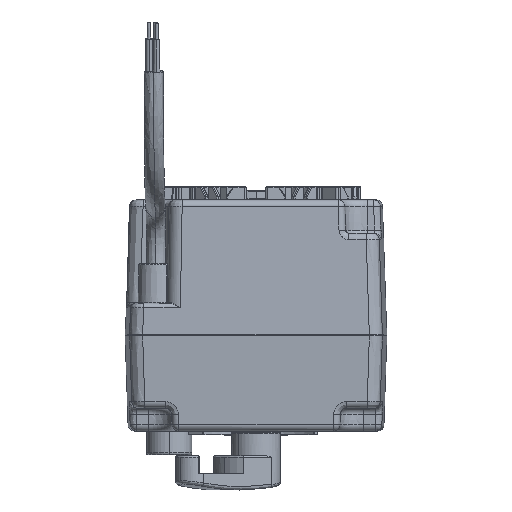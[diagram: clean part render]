
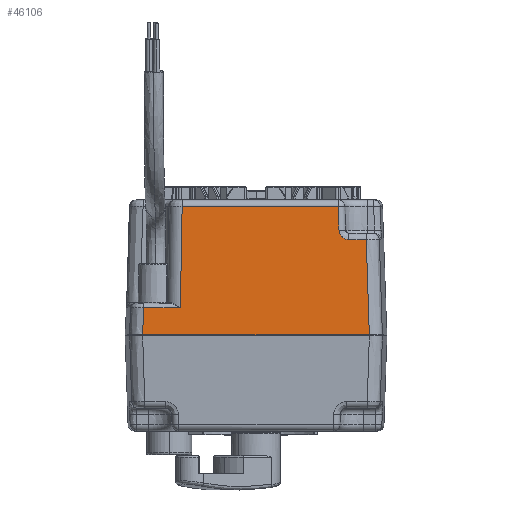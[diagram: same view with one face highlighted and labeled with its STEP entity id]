
A CAD part, left-side view. The second image highlights one B-rep face of the part: STEP entity #46106.
In plain terms, the highlighted planar face has unit normal (-0.999, 0, 0.035).
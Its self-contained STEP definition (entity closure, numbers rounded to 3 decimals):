
#31110=CARTESIAN_POINT('Vertex',(-31.474,-33.631,-12.13)) ;
#31563=CARTESIAN_POINT('Vertex',(-32.201,34.306,-32.948)) ;
#35302=CARTESIAN_POINT('Vertex',(-32.201,23.077,-32.948)) ;
#35341=CARTESIAN_POINT('Vertex',(-31.474,-28.322,-12.13)) ;
#35344=CARTESIAN_POINT('Line Origine',(-31.474,-34.806,-12.13)) ;
#35406=CARTESIAN_POINT('Vertex',(-31.373,-25.324,-9.235)) ;
#35410=CARTESIAN_POINT('Control Point',(-31.474,-28.322,-12.13)) ;
#35411=CARTESIAN_POINT('Control Point',(-31.474,-28.23,-12.13)) ;
#35412=CARTESIAN_POINT('Control Point',(-31.474,-28.138,-12.127)) ;
#35413=CARTESIAN_POINT('Control Point',(-31.474,-28.056,-12.12)) ;
#35414=CARTESIAN_POINT('Control Point',(-31.473,-27.899,-12.103)) ;
#35415=CARTESIAN_POINT('Control Point',(-31.473,-27.745,-12.076)) ;
#35416=CARTESIAN_POINT('Control Point',(-31.472,-27.664,-12.059)) ;
#35417=CARTESIAN_POINT('Control Point',(-31.47,-27.409,-11.996)) ;
#35418=CARTESIAN_POINT('Control Point',(-31.467,-27.163,-11.905)) ;
#35419=CARTESIAN_POINT('Control Point',(-31.464,-27.014,-11.838)) ;
#35420=CARTESIAN_POINT('Control Point',(-31.459,-26.736,-11.689)) ;
#35421=CARTESIAN_POINT('Control Point',(-31.453,-26.48,-11.505)) ;
#35422=CARTESIAN_POINT('Control Point',(-31.45,-26.386,-11.426)) ;
#35423=CARTESIAN_POINT('Control Point',(-31.445,-26.218,-11.276)) ;
#35424=CARTESIAN_POINT('Control Point',(-31.439,-26.065,-11.111)) ;
#35425=CARTESIAN_POINT('Control Point',(-31.436,-25.984,-11.018)) ;
#35426=CARTESIAN_POINT('Control Point',(-31.427,-25.792,-10.763)) ;
#35427=CARTESIAN_POINT('Control Point',(-31.417,-25.636,-10.483)) ;
#35428=CARTESIAN_POINT('Control Point',(-31.412,-25.573,-10.35)) ;
#35429=CARTESIAN_POINT('Control Point',(-31.404,-25.477,-10.105)) ;
#35430=CARTESIAN_POINT('Control Point',(-31.395,-25.408,-9.852)) ;
#35431=CARTESIAN_POINT('Control Point',(-31.392,-25.391,-9.776)) ;
#35432=CARTESIAN_POINT('Control Point',(-31.387,-25.362,-9.633)) ;
#35433=CARTESIAN_POINT('Control Point',(-31.382,-25.342,-9.488)) ;
#35434=CARTESIAN_POINT('Control Point',(-31.379,-25.333,-9.41)) ;
#35435=CARTESIAN_POINT('Control Point',(-31.376,-25.327,-9.323)) ;
#35436=CARTESIAN_POINT('Control Point',(-31.373,-25.324,-9.235)) ;
#35461=CARTESIAN_POINT('Vertex',(-31.118,-25.069,-1.93)) ;
#35464=CARTESIAN_POINT('Line Origine',(-34.395,-28.345,-95.76)) ;
#35481=CARTESIAN_POINT('Line Origine',(-32.201,34.875,-32.948)) ;
#35869=CARTESIAN_POINT('Control Point',(-32.49,-34.573,-41.2)) ;
#35870=CARTESIAN_POINT('Control Point',(-32.39,-34.481,-38.353)) ;
#35871=CARTESIAN_POINT('Control Point',(-32.157,-34.264,-31.669)) ;
#35872=CARTESIAN_POINT('Control Point',(-31.818,-33.95,-21.979)) ;
#35873=CARTESIAN_POINT('Control Point',(-31.579,-33.728,-15.136)) ;
#35874=CARTESIAN_POINT('Control Point',(-31.474,-33.631,-12.13)) ;
#35875=CARTESIAN_POINT('Vertex',(-32.49,-34.573,-41.2)) ;
#36671=CARTESIAN_POINT('Vertex',(-32.49,34.573,-41.2)) ;
#36675=CARTESIAN_POINT('Control Point',(-32.49,34.573,-41.2)) ;
#36676=CARTESIAN_POINT('Control Point',(-32.393,34.484,-38.449)) ;
#36677=CARTESIAN_POINT('Control Point',(-32.297,34.395,-35.698)) ;
#36678=CARTESIAN_POINT('Control Point',(-32.201,34.306,-32.948)) ;
#36788=CARTESIAN_POINT('Line Origine',(-32.49,0.,-41.2)) ;
#46009=CARTESIAN_POINT('Line Origine',(-29.157,21.555,54.239)) ;
#46013=CARTESIAN_POINT('Vertex',(-31.118,22.536,-1.93)) ;
#46085=CARTESIAN_POINT('Axis2P3D Location',(-32.5,-40.934,-41.5)) ;
#46090=CARTESIAN_POINT('Line Origine',(-31.118,-1.267,-1.93)) ;
#35346=VECTOR('Line Direction',#35345,1.) ;
#35466=VECTOR('Line Direction',#35465,1.) ;
#35483=VECTOR('Line Direction',#35482,1.) ;
#36790=VECTOR('Line Direction',#36789,1.) ;
#46011=VECTOR('Line Direction',#46010,1.) ;
#46092=VECTOR('Line Direction',#46091,1.) ;
#35345=DIRECTION('Vector Direction',(0.,1.,0.)) ;
#35465=DIRECTION('Vector Direction',(0.035,0.035,0.999)) ;
#35482=DIRECTION('Vector Direction',(0.,-1.,0.)) ;
#36789=DIRECTION('Vector Direction',(0.,1.,0.)) ;
#46010=DIRECTION('Vector Direction',(-0.035,0.017,-0.999)) ;
#46086=DIRECTION('Axis2P3D Direction',(-0.999,0.,0.035)) ;
#46087=DIRECTION('Axis2P3D XDirection',(0.,1.,0.)) ;
#46091=DIRECTION('Vector Direction',(0.,-1.,0.)) ;
#46088=AXIS2_PLACEMENT_3D('Plane Axis2P3D',#46085,#46086,#46087) ;
#35347=LINE('Line',#35344,#35346) ;
#35467=LINE('Line',#35464,#35466) ;
#35484=LINE('Line',#35481,#35483) ;
#36791=LINE('Line',#36788,#36790) ;
#46012=LINE('Line',#46009,#46011) ;
#46093=LINE('Line',#46090,#46092) ;
#46089=PLANE('',#46088) ;
#35348=EDGE_CURVE('',#31111,#35342,#35347,.T.) ;
#35437=EDGE_CURVE('',#35342,#35407,#35409,.T.) ;
#35468=EDGE_CURVE('',#35407,#35462,#35467,.T.) ;
#35485=EDGE_CURVE('',#31564,#35303,#35484,.T.) ;
#35877=EDGE_CURVE('',#35876,#31111,#35868,.T.) ;
#36679=EDGE_CURVE('',#36672,#31564,#36674,.T.) ;
#36792=EDGE_CURVE('',#35876,#36672,#36791,.T.) ;
#46015=EDGE_CURVE('',#46014,#35303,#46012,.T.) ;
#46094=EDGE_CURVE('',#46014,#35462,#46093,.T.) ;
#46096=ORIENTED_EDGE('',*,*,#36679,.F.) ;
#46097=ORIENTED_EDGE('',*,*,#36792,.F.) ;
#46098=ORIENTED_EDGE('',*,*,#35877,.T.) ;
#46099=ORIENTED_EDGE('',*,*,#35348,.T.) ;
#46100=ORIENTED_EDGE('',*,*,#35437,.T.) ;
#46101=ORIENTED_EDGE('',*,*,#35468,.T.) ;
#46102=ORIENTED_EDGE('',*,*,#46094,.F.) ;
#46103=ORIENTED_EDGE('',*,*,#46015,.T.) ;
#46104=ORIENTED_EDGE('',*,*,#35485,.F.) ;
#46095=EDGE_LOOP('',(#46096,#46097,#46098,#46099,#46100,#46101,#46102,#46103,#46104)) ;
#31111=VERTEX_POINT('',#31110) ;
#31564=VERTEX_POINT('',#31563) ;
#35303=VERTEX_POINT('',#35302) ;
#35342=VERTEX_POINT('',#35341) ;
#35407=VERTEX_POINT('',#35406) ;
#35462=VERTEX_POINT('',#35461) ;
#35876=VERTEX_POINT('',#35875) ;
#36672=VERTEX_POINT('',#36671) ;
#46014=VERTEX_POINT('',#46013) ;
#46106=ADVANCED_FACE('PartBody',(#46105),#46089,.T.) ;
#35409=B_SPLINE_CURVE_WITH_KNOTS('',5,(#35410,#35411,#35412,#35413,#35414,#35415,#35416,#35417,#35418,#35419,#35420,#35421,#35422,#35423,#35424,#35425,#35426,#35427,#35428,#35429,#35430,#35431,#35432,#35433,#35434,#35435,#35436),.UNSPECIFIED.,.F.,.U.,(6,3,3,3,3,3,3,3,6),(0.,0.528,1.055,2.049,2.888,3.727,4.746,5.25,5.754),.UNSPECIFIED.) ;
#46105=FACE_OUTER_BOUND('',#46095,.T.) ;
#35868=(BOUNDED_CURVE()B_SPLINE_CURVE(3,(#35869,#35870,#35871,#35872,#35873,#35874),.UNSPECIFIED.,.F.,.U.)B_SPLINE_CURVE_WITH_KNOTS((4,1,1,4),(0.989,9.538,21.065,30.092),.UNSPECIFIED.)CURVE()GEOMETRIC_REPRESENTATION_ITEM()RATIONAL_B_SPLINE_CURVE((1.154,1.154,1.154,1.154,1.154,1.154))REPRESENTATION_ITEM('')) ;
#36674=(BOUNDED_CURVE()B_SPLINE_CURVE(3,(#36675,#36676,#36677,#36678),.UNSPECIFIED.,.F.,.U.)B_SPLINE_CURVE_WITH_KNOTS((4,4),(0.575,8.837),.UNSPECIFIED.)CURVE()GEOMETRIC_REPRESENTATION_ITEM()RATIONAL_B_SPLINE_CURVE((1.154,1.154,1.154,1.154))REPRESENTATION_ITEM('')) ;
